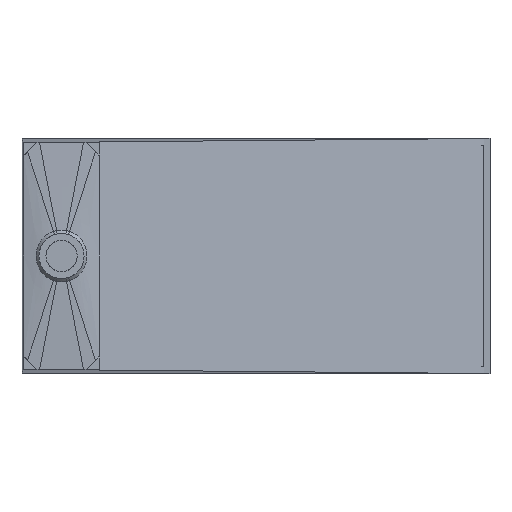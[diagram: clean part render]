
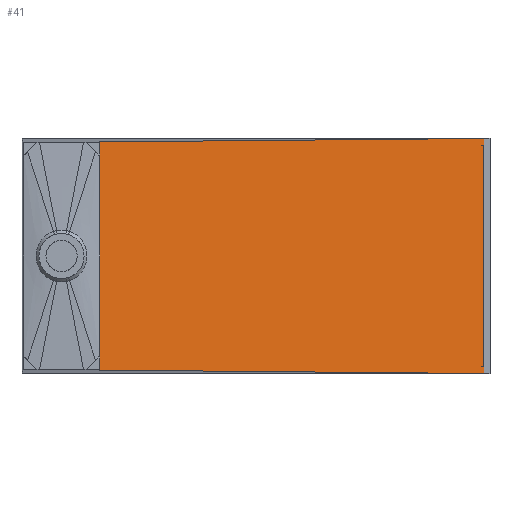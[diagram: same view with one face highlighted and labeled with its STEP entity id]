
A CAD part, front view. The second image highlights one B-rep face of the part: STEP entity #41.
In plain terms, the highlighted planar face has unit normal (0.158, -0.988, 0).
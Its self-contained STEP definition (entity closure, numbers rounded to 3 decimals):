
#41 = ADVANCED_FACE ( 'NONE', ( #5549 ), #4248, .T. ) ;
#252 = EDGE_LOOP ( 'NONE', ( #5179, #5557, #5735, #998 ) ) ;
#333 = EDGE_CURVE ( 'NONE', #1598, #3714, #3036, .T. ) ;
#793 = CARTESIAN_POINT ( 'NONE',  ( 102., -98.528, -324.542 ) ) ;
#998 = ORIENTED_EDGE ( 'NONE', *, *, #6112, .F. ) ;
#1099 = VECTOR ( 'NONE', #7096, 1000. ) ;
#1144 = CARTESIAN_POINT ( 'NONE',  ( 102., -98.528, 4.542 ) ) ;
#1598 = VERTEX_POINT ( 'NONE', #2391 ) ;
#1677 = DIRECTION ( 'NONE',  ( -0.987, -0.158, 0.009 ) ) ;
#1692 = CARTESIAN_POINT ( 'NONE',  ( 93.497, -99.888, -324.466 ) ) ;
#2073 = LINE ( 'NONE', #3341, #2869 ) ;
#2235 = VECTOR ( 'NONE', #2785, 1000. ) ;
#2337 = CARTESIAN_POINT ( 'NONE',  ( 665., -8.528, -330.015 ) ) ;
#2391 = CARTESIAN_POINT ( 'NONE',  ( 665., -8.528, -329.542 ) ) ;
#2785 = DIRECTION ( 'NONE',  ( 0., 0., 1. ) ) ;
#2869 = VECTOR ( 'NONE', #3307, 1000. ) ;
#3036 = LINE ( 'NONE', #2337, #2235 ) ;
#3307 = DIRECTION ( 'NONE',  ( 0., 0., -1. ) ) ;
#3341 = CARTESIAN_POINT ( 'NONE',  ( 102., -98.528, 0. ) ) ;
#3545 = DIRECTION ( 'NONE',  ( 0.987, 0.158, 0. ) ) ;
#3714 = VERTEX_POINT ( 'NONE', #6553 ) ;
#3756 = DIRECTION ( 'NONE',  ( 0.158, -0.987, 0. ) ) ;
#4010 = VECTOR ( 'NONE', #1677, 1000. ) ;
#4248 = PLANE ( 'NONE',  #7675 ) ;
#4690 = LINE ( 'NONE', #6695, #1099 ) ;
#5179 = ORIENTED_EDGE ( 'NONE', *, *, #333, .T. ) ;
#5549 = FACE_OUTER_BOUND ( 'NONE', #252, .T. ) ;
#5557 = ORIENTED_EDGE ( 'NONE', *, *, #6474, .T. ) ;
#5735 = ORIENTED_EDGE ( 'NONE', *, *, #8213, .T. ) ;
#6112 = EDGE_CURVE ( 'NONE', #1598, #7887, #6952, .T. ) ;
#6251 = VERTEX_POINT ( 'NONE', #1144 ) ;
#6474 = EDGE_CURVE ( 'NONE', #3714, #6251, #4690, .T. ) ;
#6553 = CARTESIAN_POINT ( 'NONE',  ( 665., -8.528, 9.542 ) ) ;
#6695 = CARTESIAN_POINT ( 'NONE',  ( 17.867, -111.978, 3.794 ) ) ;
#6952 = LINE ( 'NONE', #1692, #4010 ) ;
#7096 = DIRECTION ( 'NONE',  ( -0.987, -0.158, -0.009 ) ) ;
#7629 = CARTESIAN_POINT ( 'NONE',  ( 17.9, -111.972, 0. ) ) ;
#7675 = AXIS2_PLACEMENT_3D ( 'NONE', #7629, #3756, #3545 ) ;
#7887 = VERTEX_POINT ( 'NONE', #793 ) ;
#8213 = EDGE_CURVE ( 'NONE', #6251, #7887, #2073, .T. ) ;
